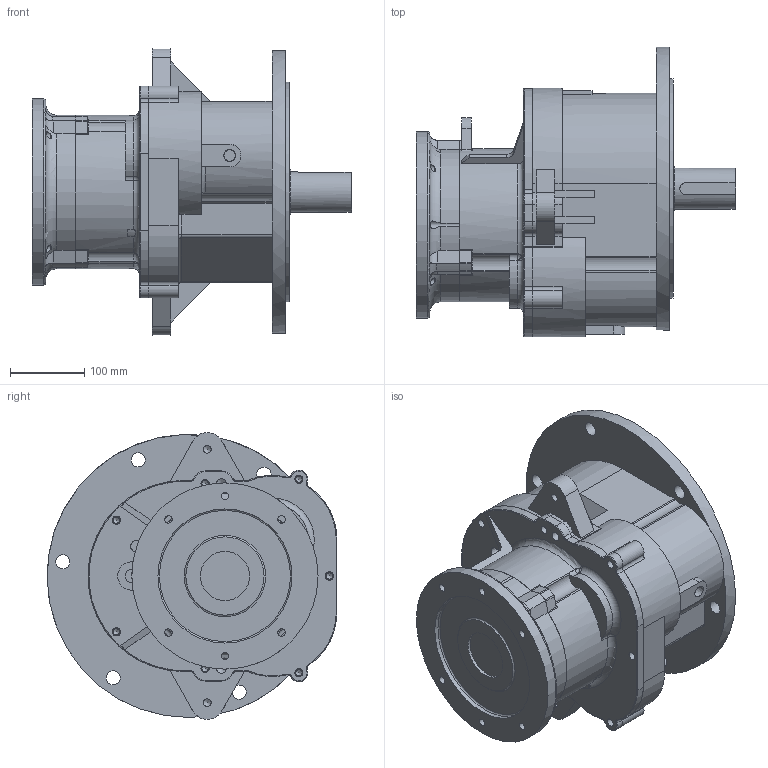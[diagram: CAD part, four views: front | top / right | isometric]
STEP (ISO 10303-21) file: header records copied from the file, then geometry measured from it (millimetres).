
FILE_DESCRIPTION (( 'STEP AP214' ), '1' );
FILE_NAME ('EK2DO07894H001_F1VF_3.7KW_R40.stp', '2022-07-04T05:29:16', ( 'Windows 餌辨濠' ), ( '' ), 'SwSTEP 2.0', 'SolidWorks 2021', '' );
FILE_SCHEMA (( 'AUTOMOTIVE_DESIGN' ));
Length unit declared in the file: millimetre
Products named in the file (5): 20_3.7KW; DKA0102469_CASING; DKA0800228_BRACKET; EK2DO07894H001_F1VF_3.7KW_R40; DKG1300341__3.7
Assembly tree (4 placements, depth 2):
  EK2DO07894H001_F1VF_3.7KW_R40
    DKA0102469_CASING
    20_3.7KW
    DKA0800228_BRACKET
    DKG1300341__3.7
Bounding box: 429 x 389 x 384.85 mm (x, y, z)
Volume: 17570220.3 mm3; surface area: 967520 mm2
Topology: 4 solids, 4 shells, 510 faces, 1381 edges, 881 vertices
Faces by surface type: cylinder 241, plane 172, torus 58, cone 24, bspline 13, sphere 2
Full cylindrical faces by diameter (mm): 2.7 x2, 6.8 x3, 8.5 x7, 9 x3, 10.2 x8, 11 x7, 13 x4, 18 x1, 19 x6, 55 x1, 60 x1, 66 x1, 180 x1, 250 x1, 275 x1, 295 x1, 380 x1
Entity records: 18714 total; most frequent: CARTESIAN_POINT 5700, DIRECTION 2708, ORIENTED_EDGE 2528, EDGE_CURVE 1264, AXIS2_PLACEMENT_3D 1080, VERTEX_POINT 843, EDGE_LOOP 647, CIRCLE 576
